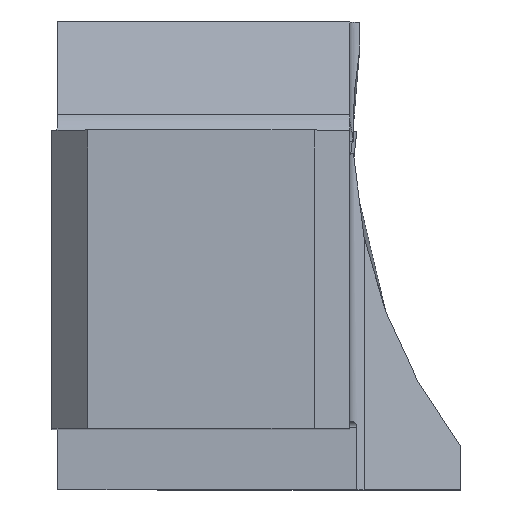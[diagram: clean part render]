
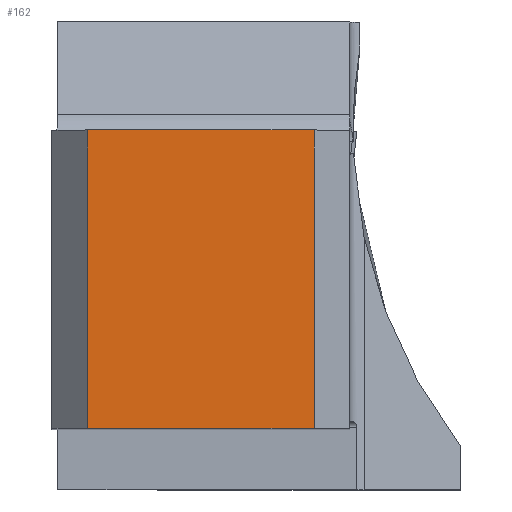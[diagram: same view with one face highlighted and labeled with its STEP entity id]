
A CAD part, top view. The second image highlights one B-rep face of the part: STEP entity #162.
In plain terms, the highlighted planar face has unit normal (0, 0, 1).
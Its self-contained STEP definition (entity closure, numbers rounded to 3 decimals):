
#162=ADVANCED_FACE('CU_BACK_SU1',(#295),#231,.F.);
#231=PLANE('',#1705);
#295=FACE_OUTER_BOUND('',#372,.T.);
#372=EDGE_LOOP('',(#633,#634,#635,#636));
#633=ORIENTED_EDGE('',*,*,#1175,.F.);
#634=ORIENTED_EDGE('',*,*,#1138,.F.);
#635=ORIENTED_EDGE('',*,*,#1176,.T.);
#636=ORIENTED_EDGE('',*,*,#1171,.T.);
#979=VERTEX_POINT('',#2412);
#980=VERTEX_POINT('',#2414);
#997=VERTEX_POINT('',#2517);
#998=VERTEX_POINT('',#2519);
#1138=EDGE_CURVE('',#979,#980,#1325,.T.);
#1171=EDGE_CURVE('',#998,#997,#1348,.T.);
#1175=EDGE_CURVE('',#980,#997,#1351,.T.);
#1176=EDGE_CURVE('',#979,#998,#1352,.T.);
#1325=LINE('',#2413,#1477);
#1348=LINE('',#2518,#1500);
#1351=LINE('',#2525,#1503);
#1352=LINE('',#2526,#1504);
#1477=VECTOR('',#1892,1.);
#1500=VECTOR('',#1949,1.);
#1503=VECTOR('',#1956,1.);
#1504=VECTOR('',#1957,1.);
#1705=AXIS2_PLACEMENT_3D('',#2527,#1958,#1959);
#1892=DIRECTION('',(1.,0.,0.));
#1949=DIRECTION('',(1.,0.,0.));
#1956=DIRECTION('',(0.,-1.,0.));
#1957=DIRECTION('',(0.,-1.,0.));
#1958=DIRECTION('',(0.,0.,-1.));
#1959=DIRECTION('',(1.,0.,0.));
#2412=CARTESIAN_POINT('',(3.,24.925,0.));
#2413=CARTESIAN_POINT('',(110.,24.925,0.));
#2414=CARTESIAN_POINT('',(21.925,24.925,0.));
#2517=CARTESIAN_POINT('',(21.925,0.,0.));
#2518=CARTESIAN_POINT('',(110.,0.,0.));
#2519=CARTESIAN_POINT('',(3.,0.,0.));
#2525=CARTESIAN_POINT('',(21.925,0.,0.));
#2526=CARTESIAN_POINT('',(3.,0.,0.));
#2527=CARTESIAN_POINT('',(-23.246,44.925,0.));
